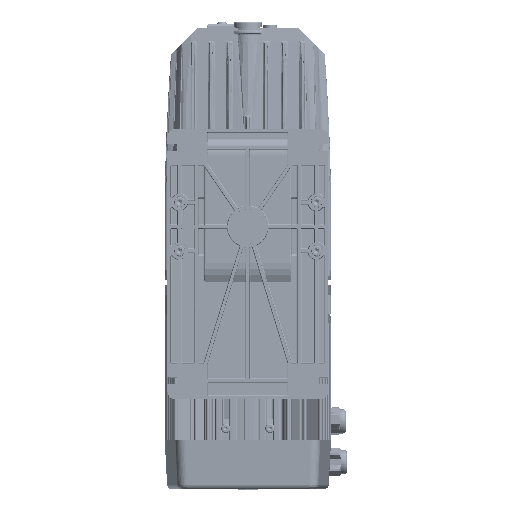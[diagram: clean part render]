
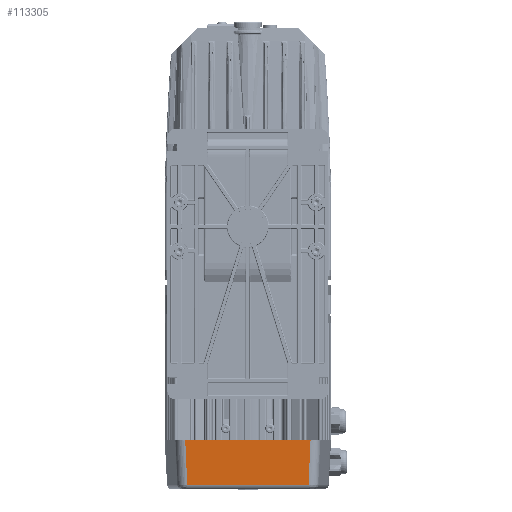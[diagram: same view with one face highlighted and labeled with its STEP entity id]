
A CAD part, front view. The second image highlights one B-rep face of the part: STEP entity #113305.
In plain terms, the highlighted planar face has unit normal (0, -0.999, -0.052).
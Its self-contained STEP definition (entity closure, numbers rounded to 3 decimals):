
#3134=PLANE('',#120830);
#7427=FACE_OUTER_BOUND('',#13923,.T.);
#13923=EDGE_LOOP('',(#81075,#81076,#81077,#81078));
#23190=LINE('',#162286,#31660);
#26581=LINE('',#180501,#35051);
#26583=LINE('',#180507,#35053);
#26584=LINE('',#180508,#35054);
#31660=VECTOR('',#129694,123.504);
#35051=VECTOR('',#137671,44.367);
#35053=VECTOR('',#137679,44.367);
#35054=VECTOR('',#137680,119.507);
#44378=VERTEX_POINT('',#162283);
#44379=VERTEX_POINT('',#162285);
#47254=VERTEX_POINT('',#180412);
#47255=VERTEX_POINT('',#180506);
#55121=EDGE_CURVE('',#44378,#44379,#23190,.T.);
#59525=EDGE_CURVE('',#47254,#44379,#26581,.T.);
#59527=EDGE_CURVE('',#47255,#44378,#26583,.T.);
#59528=EDGE_CURVE('',#47255,#47254,#26584,.T.);
#81075=ORIENTED_EDGE('',*,*,#55121,.F.);
#81076=ORIENTED_EDGE('',*,*,#59527,.F.);
#81077=ORIENTED_EDGE('',*,*,#59528,.T.);
#81078=ORIENTED_EDGE('',*,*,#59525,.T.);
#113305=ADVANCED_FACE('',(#7427),#3134,.T.);
#120830=AXIS2_PLACEMENT_3D('',#180505,#137677,#137678);
#129694=DIRECTION('',(1.,0.,0.));
#137671=DIRECTION('',(0.045,-0.052,0.998));
#137677=DIRECTION('center_axis',(0.,-0.999,
-0.052));
#137678=DIRECTION('ref_axis',(-1.,0.,0.));
#137679=DIRECTION('',(-0.045,-0.052,0.998));
#137680=DIRECTION('',(1.,0.,0.));
#162283=CARTESIAN_POINT('',(-61.752,-84.,-168.));
#162285=CARTESIAN_POINT('',(61.752,-84.,-168.));
#162286=CARTESIAN_POINT('',(-61.752,-84.,-168.));
#180412=CARTESIAN_POINT('',(59.753,-81.68,-212.262));
#180501=CARTESIAN_POINT('',(59.753,-81.68,-212.262));
#180505=CARTESIAN_POINT('Origin',(-73.822,-84.,-168.));
#180506=CARTESIAN_POINT('',(-59.753,-81.68,-212.262));
#180507=CARTESIAN_POINT('',(-59.753,-81.68,-212.262));
#180508=CARTESIAN_POINT('',(-59.753,-81.68,-212.262));
